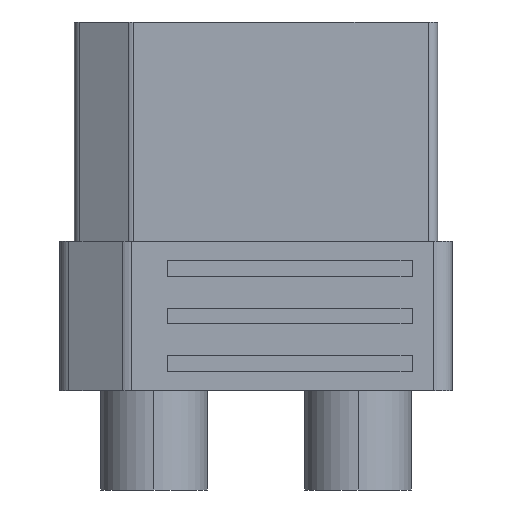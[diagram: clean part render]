
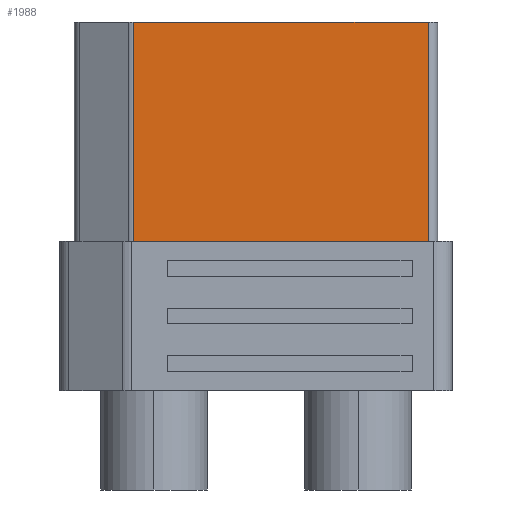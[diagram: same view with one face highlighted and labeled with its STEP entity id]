
A CAD part, left-side view. The second image highlights one B-rep face of the part: STEP entity #1988.
In plain terms, the highlighted planar face has unit normal (-1, 0, 0).
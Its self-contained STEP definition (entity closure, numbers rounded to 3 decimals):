
#268 = CARTESIAN_POINT ( 'NONE',  ( -4.2, -7.4, 19.7 ) ) ;
#280 = LINE ( 'NONE', #1072, #445 ) ;
#286 = VERTEX_POINT ( 'NONE', #2239 ) ;
#293 = ORIENTED_EDGE ( 'NONE', *, *, #1498, .F. ) ;
#427 = CARTESIAN_POINT ( 'NONE',  ( -4.2, 8.486, 19.7 ) ) ;
#445 = VECTOR ( 'NONE', #902, 1000. ) ;
#628 = AXIS2_PLACEMENT_3D ( 'NONE', #1123, #1822, #780 ) ;
#780 = DIRECTION ( 'NONE',  ( 0., 1., 0. ) ) ;
#885 = VECTOR ( 'NONE', #1390, 1000. ) ;
#897 = ORIENTED_EDGE ( 'NONE', *, *, #2219, .T. ) ;
#902 = DIRECTION ( 'NONE',  ( 0., 0., 1. ) ) ;
#1026 = DIRECTION ( 'NONE',  ( 0., 0., -1. ) ) ;
#1029 = ORIENTED_EDGE ( 'NONE', *, *, #1793, .T. ) ;
#1072 = CARTESIAN_POINT ( 'NONE',  ( -4.2, -7.4, 19.7 ) ) ;
#1117 = VERTEX_POINT ( 'NONE', #1328 ) ;
#1123 = CARTESIAN_POINT ( 'NONE',  ( -4.2, 8.486, 19.7 ) ) ;
#1226 = VERTEX_POINT ( 'NONE', #1884 ) ;
#1328 = CARTESIAN_POINT ( 'NONE',  ( -4.2, 8.353, 19.7 ) ) ;
#1390 = DIRECTION ( 'NONE',  ( 0., -1., 0. ) ) ;
#1498 = EDGE_CURVE ( 'NONE', #1117, #2015, #1972, .T. ) ;
#1556 = LINE ( 'NONE', #2087, #1608 ) ;
#1608 = VECTOR ( 'NONE', #1026, 1000. ) ;
#1642 = PLANE ( 'NONE',  #628 ) ;
#1699 = EDGE_CURVE ( 'NONE', #1226, #286, #2241, .T. ) ;
#1722 = FACE_OUTER_BOUND ( 'NONE', #2200, .T. ) ;
#1793 = EDGE_CURVE ( 'NONE', #1117, #1226, #1556, .T. ) ;
#1807 = DIRECTION ( 'NONE',  ( 0., -1., 0. ) ) ;
#1822 = DIRECTION ( 'NONE',  ( 1., 0., 0. ) ) ;
#1884 = CARTESIAN_POINT ( 'NONE',  ( -4.2, 8.353, 8. ) ) ;
#1970 = ORIENTED_EDGE ( 'NONE', *, *, #1699, .T. ) ;
#1972 = LINE ( 'NONE', #427, #2246 ) ;
#1988 = ADVANCED_FACE ( 'NONE', ( #1722 ), #1642, .F. ) ;
#2015 = VERTEX_POINT ( 'NONE', #268 ) ;
#2077 = CARTESIAN_POINT ( 'NONE',  ( -4.2, 8.486, 8. ) ) ;
#2087 = CARTESIAN_POINT ( 'NONE',  ( -4.2, 8.353, 19.7 ) ) ;
#2200 = EDGE_LOOP ( 'NONE', ( #1970, #897, #293, #1029 ) ) ;
#2219 = EDGE_CURVE ( 'NONE', #286, #2015, #280, .T. ) ;
#2239 = CARTESIAN_POINT ( 'NONE',  ( -4.2, -7.4, 8. ) ) ;
#2241 = LINE ( 'NONE', #2077, #885 ) ;
#2246 = VECTOR ( 'NONE', #1807, 1000. ) ;
